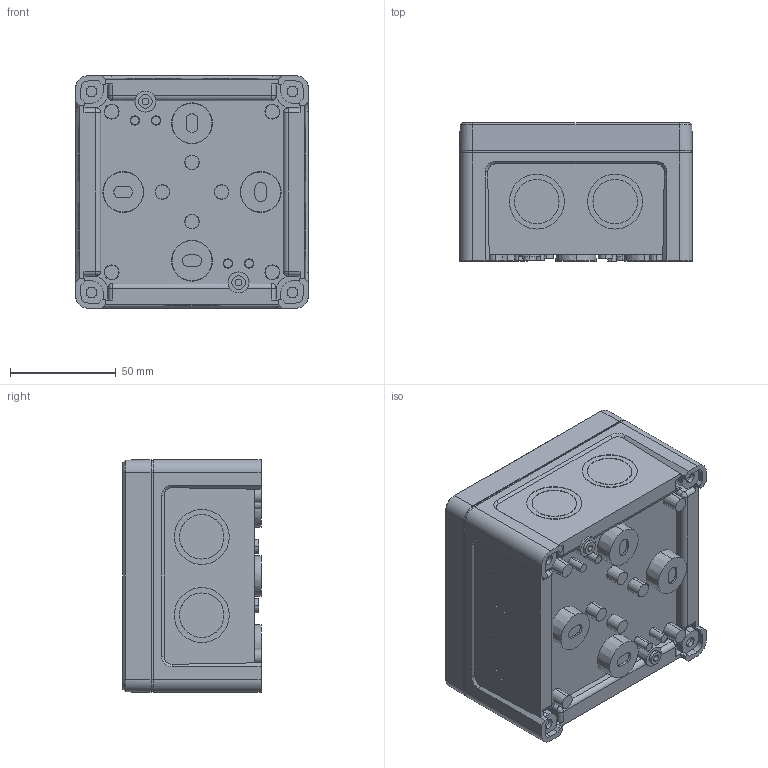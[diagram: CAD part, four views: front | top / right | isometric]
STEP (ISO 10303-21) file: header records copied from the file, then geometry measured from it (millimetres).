
FILE_DESCRIPTION (( 'STEP AP214' ), '1' );
FILE_NAME ('5814021_FIBOX_TEMPO_TAM_111107.STEP', '2023-02-23T11:27:23', ( '' ), ( '' ), 'SwSTEP 2.0', 'SolidWorks 2021', '' );
FILE_SCHEMA (( 'AUTOMOTIVE_DESIGN' ));
Length unit declared in the file: millimetre
Products named in the file (4): FIBOX_TAM_1111B; 5814021_FIBOX_TEMPO_TAM_111107; FIBOX_MNXSS14551H; FIBOX TEMPO 1111 Cover
Assembly tree (6 placements, depth 2):
  5814021_FIBOX_TEMPO_TAM_111107
    FIBOX_TAM_1111B
    FIBOX TEMPO 1111 Cover
    FIBOX_MNXSS14551H  x4
Bounding box: 110 x 65.25 x 110 mm (x, y, z)
Volume: 151794.9 mm3; surface area: 120976.1 mm2
Topology: 6 solids, 6 shells, 685 faces, 1659 edges, 1066 vertices
Faces by surface type: plane 354, cylinder 206, cone 93, bspline 20, torus 12
Entity records: 18350 total; most frequent: CARTESIAN_POINT 4036, DIRECTION 3021, ORIENTED_EDGE 2894, EDGE_CURVE 1447, AXIS2_PLACEMENT_3D 1104, VERTEX_POINT 934, VECTOR 813, LINE 813
